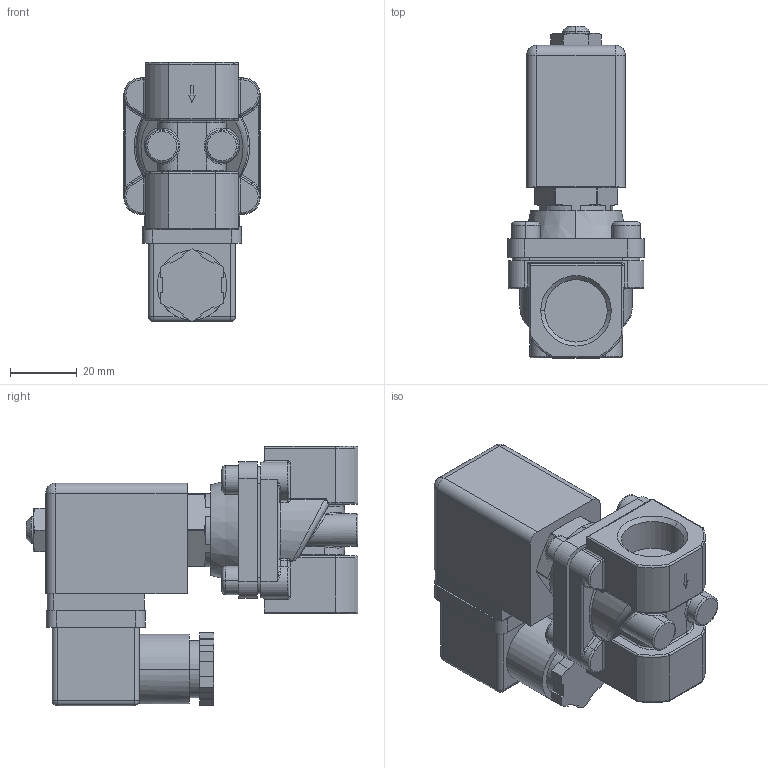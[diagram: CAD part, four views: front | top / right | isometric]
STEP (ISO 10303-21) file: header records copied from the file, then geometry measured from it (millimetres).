
FILE_DESCRIPTION (( 'STEP AP203' ), '1' );
FILE_NAME ('221 G12.STEP', '2017-02-08T09:28:55', ( '' ), ( '' ), 'SwSTEP 2.0', 'SolidWorks 2015', '' );
FILE_SCHEMA (( 'CONFIG_CONTROL_DESIGN' ));
Length unit declared in the file: millimetre
Products named in the file (1): 221 G12
Bounding box: 40.7 x 99.1 x 77.4 mm (x, y, z)
Volume: 127726.1 mm3; surface area: 24419.3 mm2
Topology: 1 solids, 1 shells, 398 faces, 992 edges, 602 vertices
Faces by surface type: plane 159, cylinder 129, torus 42, cone 26, bspline 26, sphere 16
Entity records: 12748 total; most frequent: CARTESIAN_POINT 3480, ORIENTED_EDGE 1952, DIRECTION 1898, EDGE_CURVE 976, AXIS2_PLACEMENT_3D 691, VERTEX_POINT 602, VECTOR 516, LINE 516
